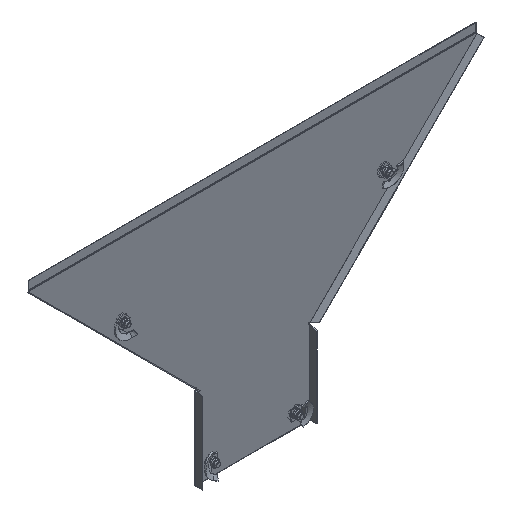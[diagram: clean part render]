
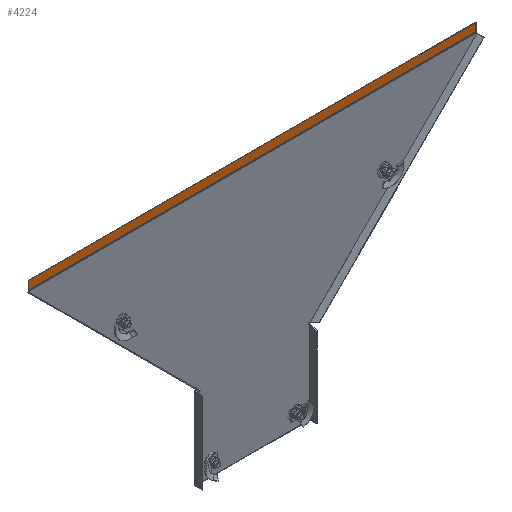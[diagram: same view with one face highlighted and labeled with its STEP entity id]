
A CAD part, isometric view. The second image highlights one B-rep face of the part: STEP entity #4224.
In plain terms, the highlighted planar face has unit normal (0, -1, 0).
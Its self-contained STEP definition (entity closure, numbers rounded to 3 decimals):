
#11 = ORIENTED_EDGE ( 'NONE', *, *, #1327, .F. ) ;
#88 = FACE_OUTER_BOUND ( 'NONE', #5731, .T. ) ;
#98 = VERTEX_POINT ( 'NONE', #3406 ) ;
#149 = CARTESIAN_POINT ( 'NONE',  ( 397., -0.066, -14.734 ) ) ;
#212 = LINE ( 'NONE', #1670, #3926 ) ;
#378 = VECTOR ( 'NONE', #3055, 1000. ) ;
#511 = EDGE_CURVE ( 'NONE', #4188, #2983, #6505, .T. ) ;
#566 = VERTEX_POINT ( 'NONE', #5600 ) ;
#593 = CARTESIAN_POINT ( 'NONE',  ( 397., -0.066, -0.144 ) ) ;
#1327 = EDGE_CURVE ( 'NONE', #4108, #4188, #4978, .T. ) ;
#1670 = CARTESIAN_POINT ( 'NONE',  ( -397., -0.066, -0.144 ) ) ;
#1729 = EDGE_CURVE ( 'NONE', #566, #98, #4495, .T. ) ;
#1996 = EDGE_CURVE ( 'NONE', #566, #4108, #212, .T. ) ;
#2113 = ORIENTED_EDGE ( 'NONE', *, *, #4765, .F. ) ;
#2223 = CARTESIAN_POINT ( 'NONE',  ( -397., -0.066, -14.527 ) ) ;
#2708 = CARTESIAN_POINT ( 'NONE',  ( -397., -0.066, -0.144 ) ) ;
#2753 = CARTESIAN_POINT ( 'NONE',  ( -397., -0.066, -463.175 ) ) ;
#2860 = CARTESIAN_POINT ( 'NONE',  ( 397., -0.066, -14.527 ) ) ;
#2932 = LINE ( 'NONE', #5861, #3884 ) ;
#2953 = ORIENTED_EDGE ( 'NONE', *, *, #1729, .T. ) ;
#2983 = VERTEX_POINT ( 'NONE', #2860 ) ;
#3055 = DIRECTION ( 'NONE',  ( 0., 0., -1. ) ) ;
#3239 = CARTESIAN_POINT ( 'NONE',  ( 397., -0.066, -0.144 ) ) ;
#3266 = VECTOR ( 'NONE', #5154, 1000. ) ;
#3388 = DIRECTION ( 'NONE',  ( 0., 0., -1. ) ) ;
#3406 = CARTESIAN_POINT ( 'NONE',  ( -397., -0.066, -14.734 ) ) ;
#3673 = DIRECTION ( 'NONE',  ( 0., 0., -1. ) ) ;
#3884 = VECTOR ( 'NONE', #7094, 1000. ) ;
#3926 = VECTOR ( 'NONE', #7139, 1000. ) ;
#4108 = VERTEX_POINT ( 'NONE', #2708 ) ;
#4166 = VERTEX_POINT ( 'NONE', #149 ) ;
#4188 = VERTEX_POINT ( 'NONE', #3239 ) ;
#4199 = AXIS2_PLACEMENT_3D ( 'NONE', #2753, #5253, #3388 ) ;
#4206 = ORIENTED_EDGE ( 'NONE', *, *, #7632, .F. ) ;
#4224 = ADVANCED_FACE ( 'NONE', ( #88 ), #7026, .T. ) ;
#4433 = ORIENTED_EDGE ( 'NONE', *, *, #1996, .F. ) ;
#4481 = ORIENTED_EDGE ( 'NONE', *, *, #511, .F. ) ;
#4495 = LINE ( 'NONE', #2223, #3266 ) ;
#4765 = EDGE_CURVE ( 'NONE', #4166, #98, #2932, .T. ) ;
#4880 = VECTOR ( 'NONE', #3673, 1000. ) ;
#4978 = LINE ( 'NONE', #593, #7812 ) ;
#5116 = LINE ( 'NONE', #6609, #378 ) ;
#5154 = DIRECTION ( 'NONE',  ( 0., 0., -1. ) ) ;
#5253 = DIRECTION ( 'NONE',  ( 0., -1., 0. ) ) ;
#5600 = CARTESIAN_POINT ( 'NONE',  ( -397., -0.066, -14.527 ) ) ;
#5731 = EDGE_LOOP ( 'NONE', ( #4433, #2953, #2113, #4206, #4481, #11 ) ) ;
#5861 = CARTESIAN_POINT ( 'NONE',  ( -397., -0.066, -14.734 ) ) ;
#6077 = CARTESIAN_POINT ( 'NONE',  ( 397., -0.066, -0.144 ) ) ;
#6505 = LINE ( 'NONE', #6077, #4880 ) ;
#6609 = CARTESIAN_POINT ( 'NONE',  ( 397., -0.066, -463.175 ) ) ;
#6675 = DIRECTION ( 'NONE',  ( 1., 0., 0. ) ) ;
#7026 = PLANE ( 'NONE',  #4199 ) ;
#7094 = DIRECTION ( 'NONE',  ( -1., 0., 0. ) ) ;
#7139 = DIRECTION ( 'NONE',  ( 0., 0., 1. ) ) ;
#7632 = EDGE_CURVE ( 'NONE', #2983, #4166, #5116, .T. ) ;
#7812 = VECTOR ( 'NONE', #6675, 1000. ) ;
